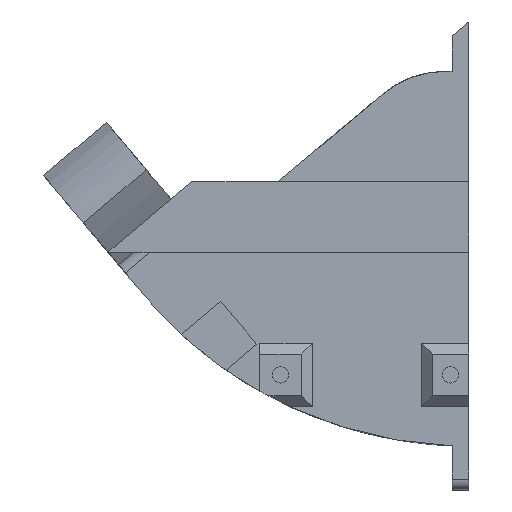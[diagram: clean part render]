
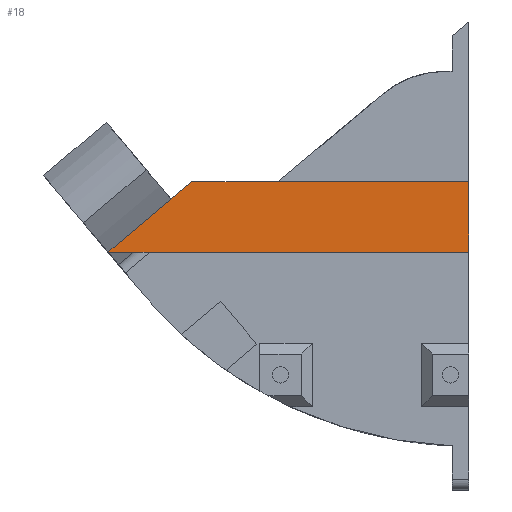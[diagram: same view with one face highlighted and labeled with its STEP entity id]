
A CAD part, left-side view. The second image highlights one B-rep face of the part: STEP entity #18.
In plain terms, the highlighted planar face has unit normal (-1, 0, 0).
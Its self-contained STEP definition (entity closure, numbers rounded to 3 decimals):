
#18 = ADVANCED_FACE ( 'NONE', ( #2017 ), #991, .T. ) ;
#47 = DIRECTION ( 'NONE',  ( 0., 1., 0. ) ) ;
#112 = VERTEX_POINT ( 'NONE', #503 ) ;
#254 = CARTESIAN_POINT ( 'NONE',  ( 0., 65.78, 0. ) ) ;
#261 = CARTESIAN_POINT ( 'NONE',  ( 0., 0., 12.856 ) ) ;
#328 = EDGE_CURVE ( 'NONE', #2692, #112, #640, .T. ) ;
#503 = CARTESIAN_POINT ( 'NONE',  ( 0., 0., 0. ) ) ;
#640 = LINE ( 'NONE', #2513, #2554 ) ;
#697 = AXIS2_PLACEMENT_3D ( 'NONE', #1005, #784, #1216 ) ;
#744 = DIRECTION ( 'NONE',  ( 0., -0.766, 0.643 ) ) ;
#758 = ORIENTED_EDGE ( 'NONE', *, *, #1484, .F. ) ;
#784 = DIRECTION ( 'NONE',  ( -1., 0., 0. ) ) ;
#839 = ORIENTED_EDGE ( 'NONE', *, *, #2330, .F. ) ;
#991 = PLANE ( 'NONE',  #697 ) ;
#1005 = CARTESIAN_POINT ( 'NONE',  ( 0., 0., 0. ) ) ;
#1162 = VERTEX_POINT ( 'NONE', #1697 ) ;
#1209 = EDGE_LOOP ( 'NONE', ( #1458, #2494, #839, #758 ) ) ;
#1216 = DIRECTION ( 'NONE',  ( 0., 0., 1. ) ) ;
#1367 = EDGE_CURVE ( 'NONE', #1162, #2692, #2270, .T. ) ;
#1458 = ORIENTED_EDGE ( 'NONE', *, *, #328, .F. ) ;
#1461 = DIRECTION ( 'NONE',  ( 0., 0., -1. ) ) ;
#1484 = EDGE_CURVE ( 'NONE', #112, #2225, #2337, .T. ) ;
#1686 = DIRECTION ( 'NONE',  ( 0., -1., 0. ) ) ;
#1697 = CARTESIAN_POINT ( 'NONE',  ( 0., 50.46, 12.856 ) ) ;
#1777 = CARTESIAN_POINT ( 'NONE',  ( 0., 50.46, 12.856 ) ) ;
#1913 = CARTESIAN_POINT ( 'NONE',  ( 0., 0., 0. ) ) ;
#2017 = FACE_OUTER_BOUND ( 'NONE', #1209, .T. ) ;
#2046 = CARTESIAN_POINT ( 'NONE',  ( 0., 0., 12.856 ) ) ;
#2120 = VECTOR ( 'NONE', #1686, 1000. ) ;
#2131 = VECTOR ( 'NONE', #744, 1000. ) ;
#2184 = LINE ( 'NONE', #1777, #2131 ) ;
#2225 = VERTEX_POINT ( 'NONE', #254 ) ;
#2270 = LINE ( 'NONE', #2046, #2120 ) ;
#2330 = EDGE_CURVE ( 'NONE', #2225, #1162, #2184, .T. ) ;
#2337 = LINE ( 'NONE', #1913, #2570 ) ;
#2494 = ORIENTED_EDGE ( 'NONE', *, *, #1367, .F. ) ;
#2513 = CARTESIAN_POINT ( 'NONE',  ( 0., 0., 0. ) ) ;
#2554 = VECTOR ( 'NONE', #1461, 1000. ) ;
#2570 = VECTOR ( 'NONE', #47, 1000. ) ;
#2692 = VERTEX_POINT ( 'NONE', #261 ) ;
